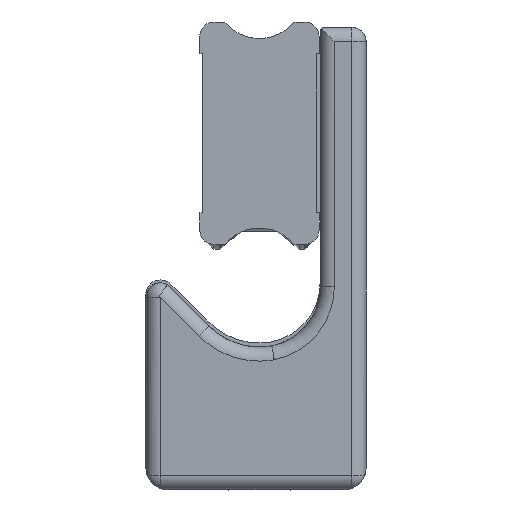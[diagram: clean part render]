
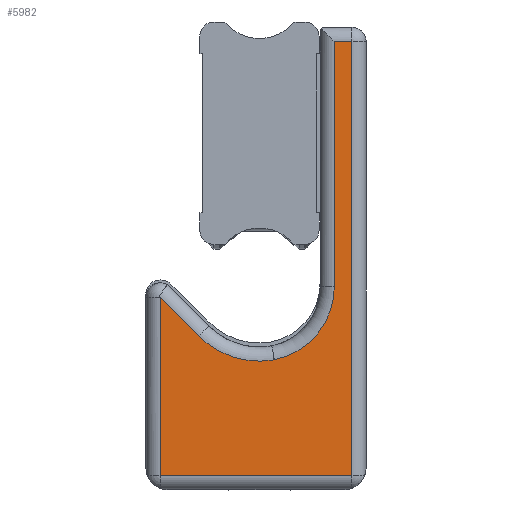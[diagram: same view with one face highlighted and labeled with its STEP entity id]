
A CAD part, front view. The second image highlights one B-rep face of the part: STEP entity #5982.
In plain terms, the highlighted planar face has unit normal (0, -1, 0).
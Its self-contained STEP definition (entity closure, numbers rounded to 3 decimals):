
#362=PLANE('',#6432);
#569=FACE_OUTER_BOUND('',#916,.T.);
#916=EDGE_LOOP('',(#4286,#4287,#4288,#4289,#4290,#4291,#4292,#4293,#4294,
#4295,#4296));
#1304=CIRCLE('',#6422,2.5);
#1308=CIRCLE('',#6429,15.1);
#1311=CIRCLE('',#6433,13.1);
#1589=LINE('',#9307,#2135);
#1595=LINE('',#9387,#2141);
#1596=LINE('',#9389,#2142);
#1597=LINE('',#9391,#2143);
#1598=LINE('',#9393,#2144);
#1599=LINE('',#9395,#2145);
#1600=LINE('',#9397,#2146);
#1601=LINE('',#9400,#2147);
#2135=VECTOR('',#7170,1.);
#2141=VECTOR('',#7198,1.);
#2142=VECTOR('',#7199,1.);
#2143=VECTOR('',#7200,1.);
#2144=VECTOR('',#7201,1.);
#2145=VECTOR('',#7202,1.);
#2146=VECTOR('',#7203,1.);
#2147=VECTOR('',#7206,1.);
#2733=VERTEX_POINT('',#9298);
#2735=VERTEX_POINT('',#9304);
#2736=VERTEX_POINT('',#9306);
#2742=VERTEX_POINT('',#9325);
#2746=VERTEX_POINT('',#9386);
#2747=VERTEX_POINT('',#9388);
#2748=VERTEX_POINT('',#9390);
#2749=VERTEX_POINT('',#9392);
#2750=VERTEX_POINT('',#9394);
#2751=VERTEX_POINT('',#9396);
#2752=VERTEX_POINT('',#9398);
#3321=EDGE_CURVE('',#2736,#2735,#1589,.T.);
#3322=EDGE_CURVE('',#2733,#2736,#1304,.T.);
#3331=EDGE_CURVE('',#2742,#2733,#1308,.T.);
#3336=EDGE_CURVE('',#2735,#2746,#1595,.T.);
#3337=EDGE_CURVE('',#2746,#2747,#1596,.T.);
#3338=EDGE_CURVE('',#2747,#2748,#1597,.T.);
#3339=EDGE_CURVE('',#2748,#2749,#1598,.T.);
#3340=EDGE_CURVE('',#2749,#2750,#1599,.T.);
#3341=EDGE_CURVE('',#2750,#2751,#1600,.T.);
#3342=EDGE_CURVE('',#2751,#2752,#1311,.T.);
#3343=EDGE_CURVE('',#2752,#2742,#1601,.T.);
#4286=ORIENTED_EDGE('',*,*,#3322,.T.);
#4287=ORIENTED_EDGE('',*,*,#3321,.T.);
#4288=ORIENTED_EDGE('',*,*,#3336,.T.);
#4289=ORIENTED_EDGE('',*,*,#3337,.T.);
#4290=ORIENTED_EDGE('',*,*,#3338,.T.);
#4291=ORIENTED_EDGE('',*,*,#3339,.T.);
#4292=ORIENTED_EDGE('',*,*,#3340,.T.);
#4293=ORIENTED_EDGE('',*,*,#3341,.T.);
#4294=ORIENTED_EDGE('',*,*,#3342,.T.);
#4295=ORIENTED_EDGE('',*,*,#3343,.T.);
#4296=ORIENTED_EDGE('',*,*,#3331,.T.);
#5982=ADVANCED_FACE('',(#569),#362,.F.);
#6422=AXIS2_PLACEMENT_3D('',#9308,#7171,#7172);
#6429=AXIS2_PLACEMENT_3D('',#9326,#7190,#7191);
#6432=AXIS2_PLACEMENT_3D('',#9385,#7196,#7197);
#6433=AXIS2_PLACEMENT_3D('',#9399,#7204,#7205);
#7170=DIRECTION('',(-0.71,0.,0.705));
#7171=DIRECTION('center_axis',(0.71,0.,-0.705));
#7172=DIRECTION('ref_axis',(0.705,0.,0.71));
#7190=DIRECTION('center_axis',(0.,1.,0.));
#7191=DIRECTION('ref_axis',(0.174,0.,-0.985));
#7196=DIRECTION('center_axis',(0.,1.,0.));
#7197=DIRECTION('ref_axis',(-1.,0.,0.));
#7198=DIRECTION('',(0.,0.,-1.));
#7199=DIRECTION('',(1.,0.,0.));
#7200=DIRECTION('',(0.,0.,1.));
#7201=DIRECTION('',(-1.,0.,0.));
#7202=DIRECTION('',(0.,0.,-1.));
#7203=DIRECTION('',(-1.,0.,0.));
#7204=DIRECTION('center_axis',(0.,1.,0.));
#7205=DIRECTION('ref_axis',(1.,0.,0.));
#7206=DIRECTION('',(0.174,0.,-0.985));
#9298=CARTESIAN_POINT('',(9.297,-104.,27.148));
#9304=CARTESIAN_POINT('',(2.499,-104.,33.893));
#9306=CARTESIAN_POINT('',(9.294,-104.,27.145));
#9307=CARTESIAN_POINT('',(11.506,-104.,24.949));
#9308=CARTESIAN_POINT('Origin',(9.294,-101.5,27.145));
#9325=CARTESIAN_POINT('',(22.621,-104.,22.929));
#9326=CARTESIAN_POINT('Origin',(19.999,-104.,37.8));
#9385=CARTESIAN_POINT('Origin',(25.108,-104.,34.223));
#9386=CARTESIAN_POINT('',(2.499,-104.,2.5));
#9387=CARTESIAN_POINT('',(2.499,-104.,17.112));
#9388=CARTESIAN_POINT('',(36.299,-104.,2.5));
#9389=CARTESIAN_POINT('',(36.954,-104.,2.5));
#9390=CARTESIAN_POINT('',(36.299,-104.,79.));
#9391=CARTESIAN_POINT('',(36.299,-104.,60.962));
#9392=CARTESIAN_POINT('',(33.199,-104.,79.));
#9393=CARTESIAN_POINT('',(26.954,-104.,79.));
#9394=CARTESIAN_POINT('',(33.199,-104.,35.8));
#9395=CARTESIAN_POINT('',(33.199,-104.,72.512));
#9396=CARTESIAN_POINT('',(33.192,-104.,35.8));
#9397=CARTESIAN_POINT('',(27.754,-104.,35.8));
#9398=CARTESIAN_POINT('',(22.617,-104.,22.953));
#9399=CARTESIAN_POINT('Origin',(20.092,-104.,35.807));
#9400=CARTESIAN_POINT('',(21.013,-104.,32.051));
